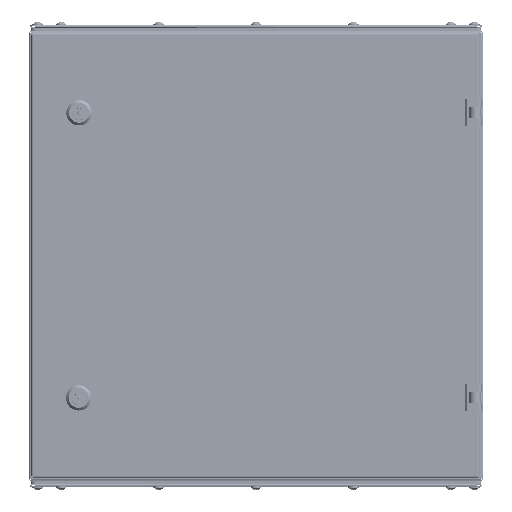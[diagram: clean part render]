
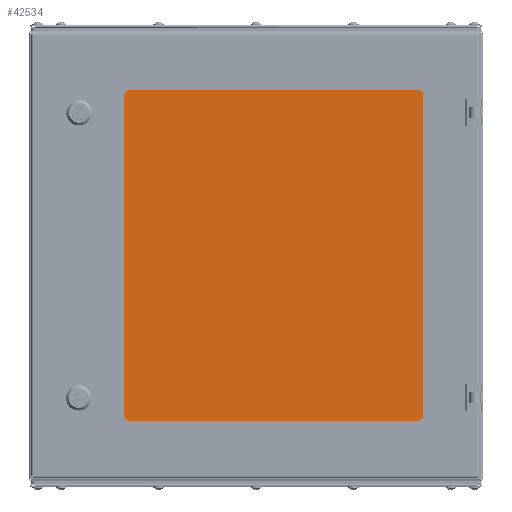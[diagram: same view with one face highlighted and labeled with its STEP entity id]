
A CAD part, top view. The second image highlights one B-rep face of the part: STEP entity #42534.
In plain terms, the highlighted planar face has unit normal (0, 0, 1).
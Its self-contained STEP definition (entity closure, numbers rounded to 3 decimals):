
#320 = VERTEX_POINT ( 'NONE', #24971 ) ;
#449 = CIRCLE ( 'NONE', #42596, 10. ) ;
#794 = VECTOR ( 'NONE', #67537, 1000. ) ;
#807 = DIRECTION ( 'NONE',  ( 0., 0., 1. ) ) ;
#1989 = ORIENTED_EDGE ( 'NONE', *, *, #4196, .T. ) ;
#3951 = VECTOR ( 'NONE', #37383, 1000. ) ;
#4105 = CARTESIAN_POINT ( 'NONE',  ( 177.75, -185.5, 4. ) ) ;
#4196 = EDGE_CURVE ( 'NONE', #67812, #46942, #78350, .T. ) ;
#5992 = AXIS2_PLACEMENT_3D ( 'NONE', #57589, #23474, #21684 ) ;
#6507 = EDGE_CURVE ( 'NONE', #49687, #29026, #41881, .T. ) ;
#7491 = EDGE_LOOP ( 'NONE', ( #73988, #89446, #40817, #26089, #1989, #23939, #62642, #52153 ) ) ;
#10407 = CIRCLE ( 'NONE', #5992, 10. ) ;
#11306 = CARTESIAN_POINT ( 'NONE',  ( -167.75, -185.5, 4. ) ) ;
#11592 = CARTESIAN_POINT ( 'NONE',  ( 167.75, 195.5, 4. ) ) ;
#11690 = EDGE_CURVE ( 'NONE', #29026, #50930, #28437, .T. ) ;
#11764 = DIRECTION ( 'NONE',  ( -1., 0., 0. ) ) ;
#18691 = VECTOR ( 'NONE', #83786, 1000. ) ;
#19036 = FACE_OUTER_BOUND ( 'NONE', #7491, .T. ) ;
#19388 = CARTESIAN_POINT ( 'NONE',  ( 167.75, -195.5, 4. ) ) ;
#20014 = CARTESIAN_POINT ( 'NONE',  ( -177.75, -185.5, 4. ) ) ;
#21619 = CARTESIAN_POINT ( 'NONE',  ( -177.75, -195.5, 4. ) ) ;
#21684 = DIRECTION ( 'NONE',  ( -1., 0., 0. ) ) ;
#23474 = DIRECTION ( 'NONE',  ( 0., 0., 1. ) ) ;
#23939 = ORIENTED_EDGE ( 'NONE', *, *, #24077, .T. ) ;
#24077 = EDGE_CURVE ( 'NONE', #46942, #320, #10407, .T. ) ;
#24971 = CARTESIAN_POINT ( 'NONE',  ( -177.75, 185.5, 4. ) ) ;
#26089 = ORIENTED_EDGE ( 'NONE', *, *, #29825, .T. ) ;
#27385 = LINE ( 'NONE', #84669, #18691 ) ;
#28437 = LINE ( 'NONE', #21619, #49993 ) ;
#29026 = VERTEX_POINT ( 'NONE', #51331 ) ;
#29825 = EDGE_CURVE ( 'NONE', #76069, #67812, #84611, .T. ) ;
#33363 = LINE ( 'NONE', #55157, #794 ) ;
#37383 = DIRECTION ( 'NONE',  ( -1., 0., 0. ) ) ;
#40817 = ORIENTED_EDGE ( 'NONE', *, *, #64466, .T. ) ;
#41881 = CIRCLE ( 'NONE', #49161, 10. ) ;
#42534 = ADVANCED_FACE ( 'NONE', ( #19036 ), #46783, .F. ) ;
#42596 = AXIS2_PLACEMENT_3D ( 'NONE', #57608, #56269, #57156 ) ;
#42628 = DIRECTION ( 'NONE',  ( -1., 0., 0. ) ) ;
#46356 = CARTESIAN_POINT ( 'NONE',  ( 0., 0., 4. ) ) ;
#46783 = PLANE ( 'NONE',  #84981 ) ;
#46942 = VERTEX_POINT ( 'NONE', #57929 ) ;
#48036 = CARTESIAN_POINT ( 'NONE',  ( 177.75, 185.5, 4. ) ) ;
#48516 = EDGE_CURVE ( 'NONE', #320, #49687, #27385, .T. ) ;
#49161 = AXIS2_PLACEMENT_3D ( 'NONE', #11306, #53590, #53140 ) ;
#49687 = VERTEX_POINT ( 'NONE', #20014 ) ;
#49993 = VECTOR ( 'NONE', #70323, 1000. ) ;
#50930 = VERTEX_POINT ( 'NONE', #19388 ) ;
#51331 = CARTESIAN_POINT ( 'NONE',  ( -167.75, -195.5, 4. ) ) ;
#52153 = ORIENTED_EDGE ( 'NONE', *, *, #6507, .T. ) ;
#53140 = DIRECTION ( 'NONE',  ( -1., 0., 0. ) ) ;
#53590 = DIRECTION ( 'NONE',  ( 0., 0., 1. ) ) ;
#54163 = VERTEX_POINT ( 'NONE', #4105 ) ;
#55157 = CARTESIAN_POINT ( 'NONE',  ( 177.75, -195.5, 4. ) ) ;
#56269 = DIRECTION ( 'NONE',  ( 0., 0., 1. ) ) ;
#57156 = DIRECTION ( 'NONE',  ( -1., 0., 0. ) ) ;
#57589 = CARTESIAN_POINT ( 'NONE',  ( -167.75, 185.5, 4. ) ) ;
#57608 = CARTESIAN_POINT ( 'NONE',  ( 167.75, -185.5, 4. ) ) ;
#57929 = CARTESIAN_POINT ( 'NONE',  ( -167.75, 195.5, 4. ) ) ;
#58278 = CARTESIAN_POINT ( 'NONE',  ( -177.75, 195.5, 4. ) ) ;
#60748 = EDGE_CURVE ( 'NONE', #50930, #54163, #449, .T. ) ;
#62642 = ORIENTED_EDGE ( 'NONE', *, *, #48516, .T. ) ;
#64466 = EDGE_CURVE ( 'NONE', #54163, #76069, #33363, .T. ) ;
#67256 = AXIS2_PLACEMENT_3D ( 'NONE', #70437, #807, #42628 ) ;
#67537 = DIRECTION ( 'NONE',  ( 0., 1., 0. ) ) ;
#67812 = VERTEX_POINT ( 'NONE', #11592 ) ;
#70323 = DIRECTION ( 'NONE',  ( 1., 0., 0. ) ) ;
#70437 = CARTESIAN_POINT ( 'NONE',  ( 167.75, 185.5, 4. ) ) ;
#73988 = ORIENTED_EDGE ( 'NONE', *, *, #11690, .T. ) ;
#74140 = DIRECTION ( 'NONE',  ( 0., 0., -1. ) ) ;
#76069 = VERTEX_POINT ( 'NONE', #48036 ) ;
#78350 = LINE ( 'NONE', #58278, #3951 ) ;
#83786 = DIRECTION ( 'NONE',  ( 0., -1., 0. ) ) ;
#84611 = CIRCLE ( 'NONE', #67256, 10. ) ;
#84669 = CARTESIAN_POINT ( 'NONE',  ( -177.75, -195.5, 4. ) ) ;
#84981 = AXIS2_PLACEMENT_3D ( 'NONE', #46356, #74140, #11764 ) ;
#89446 = ORIENTED_EDGE ( 'NONE', *, *, #60748, .T. ) ;
